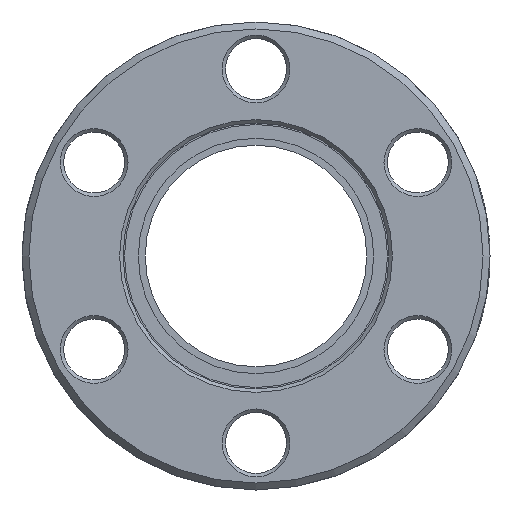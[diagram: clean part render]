
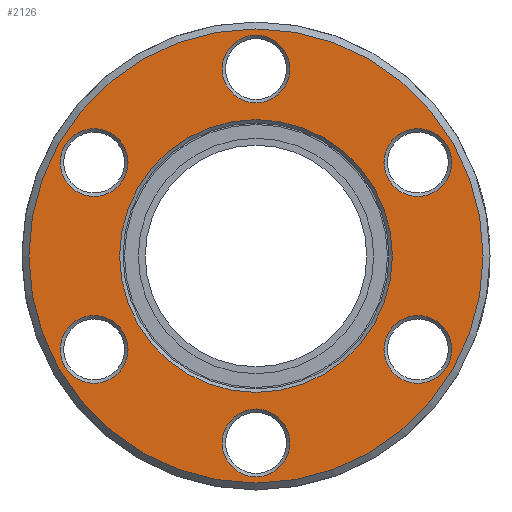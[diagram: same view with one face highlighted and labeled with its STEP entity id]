
A CAD part, front view. The second image highlights one B-rep face of the part: STEP entity #2126.
In plain terms, the highlighted planar face has unit normal (0, -1, 0).
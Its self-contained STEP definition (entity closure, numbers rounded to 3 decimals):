
#430=PLANE('',#2315);
#481=FACE_BOUND('',#676,.T.);
#482=FACE_BOUND('',#677,.T.);
#483=FACE_BOUND('',#678,.T.);
#484=FACE_BOUND('',#679,.T.);
#485=FACE_BOUND('',#680,.T.);
#486=FACE_BOUND('',#681,.T.);
#487=FACE_BOUND('',#682,.T.);
#539=FACE_OUTER_BOUND('',#675,.T.);
#675=EDGE_LOOP('',(#1486));
#676=EDGE_LOOP('',(#1487));
#677=EDGE_LOOP('',(#1488));
#678=EDGE_LOOP('',(#1489));
#679=EDGE_LOOP('',(#1490));
#680=EDGE_LOOP('',(#1491));
#681=EDGE_LOOP('',(#1492));
#682=EDGE_LOOP('',(#1493));
#867=CIRCLE('',#2314,9.85);
#868=CIRCLE('',#2316,16.4);
#869=CIRCLE('',#2317,2.45);
#870=CIRCLE('',#2318,2.45);
#871=CIRCLE('',#2319,2.45);
#872=CIRCLE('',#2320,2.45);
#873=CIRCLE('',#2321,2.45);
#874=CIRCLE('',#2322,2.45);
#952=VERTEX_POINT('',#3050);
#953=VERTEX_POINT('',#3053);
#954=VERTEX_POINT('',#3055);
#955=VERTEX_POINT('',#3057);
#956=VERTEX_POINT('',#3059);
#957=VERTEX_POINT('',#3061);
#958=VERTEX_POINT('',#3063);
#959=VERTEX_POINT('',#3065);
#1174=EDGE_CURVE('',#952,#952,#867,.T.);
#1175=EDGE_CURVE('',#953,#953,#868,.T.);
#1176=EDGE_CURVE('',#954,#954,#869,.T.);
#1177=EDGE_CURVE('',#955,#955,#870,.T.);
#1178=EDGE_CURVE('',#956,#956,#871,.T.);
#1179=EDGE_CURVE('',#957,#957,#872,.T.);
#1180=EDGE_CURVE('',#958,#958,#873,.T.);
#1181=EDGE_CURVE('',#959,#959,#874,.T.);
#1486=ORIENTED_EDGE('',*,*,#1175,.F.);
#1487=ORIENTED_EDGE('',*,*,#1176,.F.);
#1488=ORIENTED_EDGE('',*,*,#1177,.F.);
#1489=ORIENTED_EDGE('',*,*,#1178,.F.);
#1490=ORIENTED_EDGE('',*,*,#1179,.F.);
#1491=ORIENTED_EDGE('',*,*,#1180,.F.);
#1492=ORIENTED_EDGE('',*,*,#1181,.F.);
#1493=ORIENTED_EDGE('',*,*,#1174,.F.);
#2126=ADVANCED_FACE('',(#539,#481,#482,#483,#484,#485,#486,#487),#430,.T.);
#2314=AXIS2_PLACEMENT_3D('',#3051,#2526,#2527);
#2315=AXIS2_PLACEMENT_3D('',#3052,#2528,#2529);
#2316=AXIS2_PLACEMENT_3D('',#3054,#2530,#2531);
#2317=AXIS2_PLACEMENT_3D('',#3056,#2532,#2533);
#2318=AXIS2_PLACEMENT_3D('',#3058,#2534,#2535);
#2319=AXIS2_PLACEMENT_3D('',#3060,#2536,#2537);
#2320=AXIS2_PLACEMENT_3D('',#3062,#2538,#2539);
#2321=AXIS2_PLACEMENT_3D('',#3064,#2540,#2541);
#2322=AXIS2_PLACEMENT_3D('',#3066,#2542,#2543);
#2526=DIRECTION('center_axis',(0.,-1.,0.));
#2527=DIRECTION('ref_axis',(1.,0.,0.));
#2528=DIRECTION('center_axis',(0.,-1.,0.));
#2529=DIRECTION('ref_axis',(0.,0.,-1.));
#2530=DIRECTION('center_axis',(0.,1.,0.));
#2531=DIRECTION('ref_axis',(1.,0.,0.));
#2532=DIRECTION('center_axis',(0.,-1.,0.));
#2533=DIRECTION('ref_axis',(-0.5,0.,0.866));
#2534=DIRECTION('center_axis',(0.,-1.,0.));
#2535=DIRECTION('ref_axis',(-0.5,0.,-0.866));
#2536=DIRECTION('center_axis',(0.,-1.,0.));
#2537=DIRECTION('ref_axis',(1.,0.,0.));
#2538=DIRECTION('center_axis',(0.,-1.,0.));
#2539=DIRECTION('ref_axis',(0.5,0.,-0.866));
#2540=DIRECTION('center_axis',(0.,-1.,0.));
#2541=DIRECTION('ref_axis',(-1.,0.,0.));
#2542=DIRECTION('center_axis',(0.,-1.,0.));
#2543=DIRECTION('ref_axis',(0.5,0.,0.866));
#3050=CARTESIAN_POINT('',(-9.85,0.,0.));
#3051=CARTESIAN_POINT('Origin',(0.,0.,0.));
#3052=CARTESIAN_POINT('Origin',(-16.9,0.,0.));
#3053=CARTESIAN_POINT('',(-16.4,0.,0.));
#3054=CARTESIAN_POINT('Origin',(0.,0.,0.));
#3055=CARTESIAN_POINT('',(12.916,0.,4.628));
#3056=CARTESIAN_POINT('Origin',(11.691,0.,6.75));
#3057=CARTESIAN_POINT('',(-10.466,0.,8.872));
#3058=CARTESIAN_POINT('Origin',(-11.691,0.,
6.75));
#3059=CARTESIAN_POINT('',(-2.45,0.,-13.5));
#3060=CARTESIAN_POINT('Origin',(0.,0.,-13.5));
#3061=CARTESIAN_POINT('',(-12.916,0.,-4.628));
#3062=CARTESIAN_POINT('Origin',(-11.691,0.,
-6.75));
#3063=CARTESIAN_POINT('',(2.45,0.,13.5));
#3064=CARTESIAN_POINT('Origin',(0.,0.,
13.5));
#3065=CARTESIAN_POINT('',(10.466,0.,-8.872));
#3066=CARTESIAN_POINT('Origin',(11.691,0.,-6.75));
